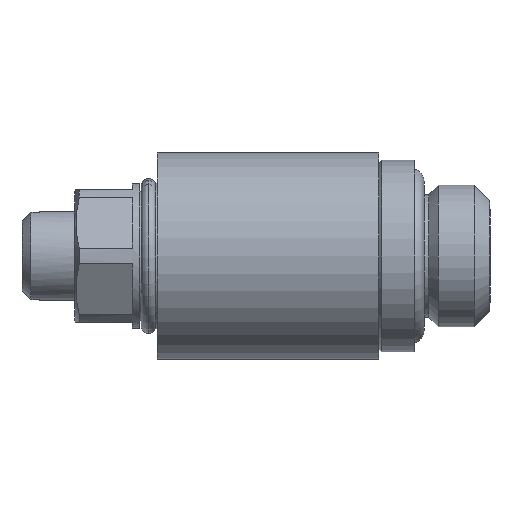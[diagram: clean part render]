
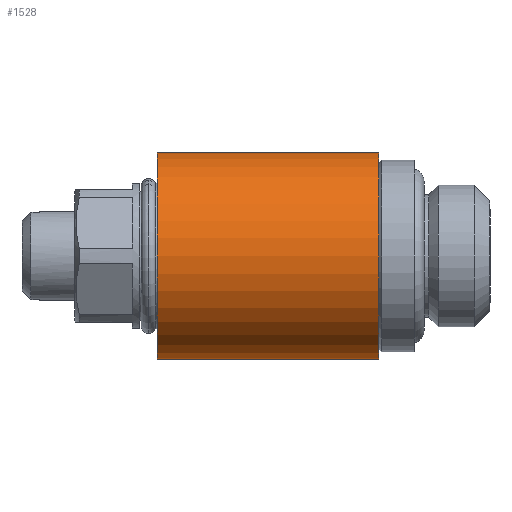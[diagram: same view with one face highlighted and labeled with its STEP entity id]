
A CAD part, left-side view. The second image highlights one B-rep face of the part: STEP entity #1528.
In plain terms, the highlighted cylindrical face has radius 7 mm (diameter 14 mm), a partial arc.
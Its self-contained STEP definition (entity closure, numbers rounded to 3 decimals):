
#864 = CARTESIAN_POINT ( 'NONE',  ( 0., 30.486, 0. ) ) ;
#865 = AXIS2_PLACEMENT_3D ( 'NONE', #864, #974, #958 ) ;
#954 = CYLINDRICAL_SURFACE ( 'NONE', #865, 7. ) ;
#958 = DIRECTION ( 'NONE',  ( 0., 0., 1. ) ) ;
#974 = DIRECTION ( 'NONE',  ( 0., 1., 0. ) ) ;
#975 = FACE_OUTER_BOUND ( 'NONE', #1617, .T. ) ;
#1421 = CARTESIAN_POINT ( 'NONE',  ( 0., 7.9, -7. ) ) ;
#1528 = ADVANCED_FACE ( 'NONE', ( #975 ), #954, .T. ) ;
#1529 = ORIENTED_EDGE ( 'NONE', *, *, #2357, .F. ) ;
#1530 = ORIENTED_EDGE ( 'NONE', *, *, #1597, .F. ) ;
#1551 = ORIENTED_EDGE ( 'NONE', *, *, #2281, .T. ) ;
#1597 = EDGE_CURVE ( 'NONE', #2362, #2340, #3546, .T. ) ;
#1617 = EDGE_LOOP ( 'NONE', ( #1529, #1530, #1551, #1618 ) ) ;
#1618 = ORIENTED_EDGE ( 'NONE', *, *, #1619, .F. ) ;
#1619 = EDGE_CURVE ( 'NONE', #2358, #2360, #3553, .T. ) ;
#1923 = CARTESIAN_POINT ( 'NONE',  ( 0., 22.9, 7. ) ) ;
#1964 = VECTOR ( 'NONE', #2002, 1000. ) ;
#1976 = CARTESIAN_POINT ( 'NONE',  ( 0., 22.9, -7. ) ) ;
#1996 = CARTESIAN_POINT ( 'NONE',  ( 0., 7.9, 7. ) ) ;
#2001 = CARTESIAN_POINT ( 'NONE',  ( 0., 30.486, -7. ) ) ;
#2002 = DIRECTION ( 'NONE',  ( 0., 1., 0. ) ) ;
#2003 = LINE ( 'NONE', #2001, #1964 ) ;
#2281 = EDGE_CURVE ( 'NONE', #2362, #2360, #2700, .T. ) ;
#2340 = VERTEX_POINT ( 'NONE', #1421 ) ;
#2357 = EDGE_CURVE ( 'NONE', #2340, #2358, #2003, .T. ) ;
#2358 = VERTEX_POINT ( 'NONE', #1976 ) ;
#2360 = VERTEX_POINT ( 'NONE', #1923 ) ;
#2362 = VERTEX_POINT ( 'NONE', #1996 ) ;
#2700 = LINE ( 'NONE', #2702, #2704 ) ;
#2702 = CARTESIAN_POINT ( 'NONE',  ( 0., 30.486, 7. ) ) ;
#2703 = DIRECTION ( 'NONE',  ( 0., 1., 0. ) ) ;
#2704 = VECTOR ( 'NONE', #2703, 1000. ) ;
#3491 = DIRECTION ( 'NONE',  ( 0., 0., -1. ) ) ;
#3492 = DIRECTION ( 'NONE',  ( 0., -1., 0. ) ) ;
#3493 = CARTESIAN_POINT ( 'NONE',  ( 0., 7.9, 0. ) ) ;
#3545 = AXIS2_PLACEMENT_3D ( 'NONE', #3493, #3492, #3491 ) ;
#3546 = CIRCLE ( 'NONE', #3545, 7. ) ;
#3549 = DIRECTION ( 'NONE',  ( 0., 0., 1. ) ) ;
#3550 = DIRECTION ( 'NONE',  ( 0., 1., 0. ) ) ;
#3551 = CARTESIAN_POINT ( 'NONE',  ( 0., 22.9, 0. ) ) ;
#3552 = AXIS2_PLACEMENT_3D ( 'NONE', #3551, #3550, #3549 ) ;
#3553 = CIRCLE ( 'NONE', #3552, 7. ) ;
